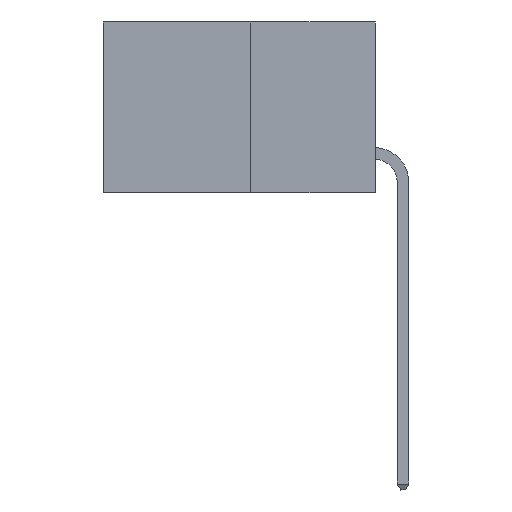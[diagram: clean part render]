
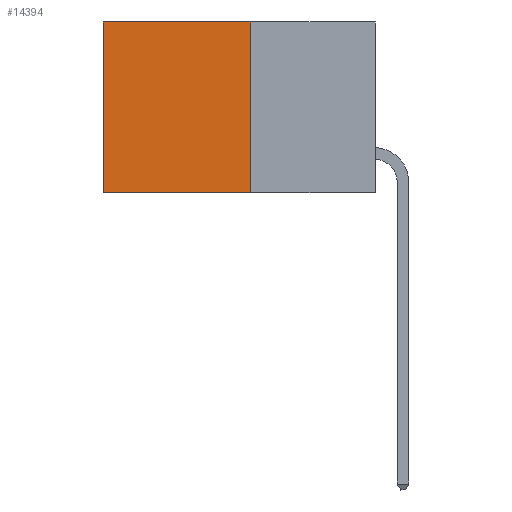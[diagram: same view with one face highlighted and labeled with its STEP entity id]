
A CAD part, left-side view. The second image highlights one B-rep face of the part: STEP entity #14394.
In plain terms, the highlighted planar face has unit normal (-1, 0, 0).
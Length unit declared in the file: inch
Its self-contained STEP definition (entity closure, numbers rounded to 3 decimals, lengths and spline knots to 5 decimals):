
#149 = DIRECTION ( 'NONE',  ( 0., 1., 0. ) ) ;
#1296 = CARTESIAN_POINT ( 'NONE',  ( 0.277, 0.59, 0. ) ) ;
#2281 = ORIENTED_EDGE ( 'NONE', *, *, #8446, .T. ) ;
#4174 = DIRECTION ( 'NONE',  ( 0., 0., -1. ) ) ;
#4547 = ORIENTED_EDGE ( 'NONE', *, *, #10468, .T. ) ;
#4730 = VERTEX_POINT ( 'NONE', #16033 ) ;
#4790 = EDGE_LOOP ( 'NONE', ( #4547, #8026, #15967, #2281 ) ) ;
#5354 = CARTESIAN_POINT ( 'NONE',  ( 0.277, 0.59, -0.37 ) ) ;
#6370 = CARTESIAN_POINT ( 'NONE',  ( 0.277, 0.59, -0.37 ) ) ;
#6612 = EDGE_CURVE ( 'NONE', #4730, #8802, #12390, .T. ) ;
#8026 = ORIENTED_EDGE ( 'NONE', *, *, #6612, .F. ) ;
#8446 = EDGE_CURVE ( 'NONE', #12015, #19343, #13709, .T. ) ;
#8802 = VERTEX_POINT ( 'NONE', #5354 ) ;
#9028 = CARTESIAN_POINT ( 'NONE',  ( 0.277, 0.27, -0.37 ) ) ;
#9483 = EDGE_CURVE ( 'NONE', #12015, #4730, #11278, .T. ) ;
#10210 = DIRECTION ( 'NONE',  ( 0., 0., -1. ) ) ;
#10468 = EDGE_CURVE ( 'NONE', #19343, #8802, #12777, .T. ) ;
#11278 = LINE ( 'NONE', #17893, #18905 ) ;
#12015 = VERTEX_POINT ( 'NONE', #18055 ) ;
#12299 = PLANE ( 'NONE',  #16859 ) ;
#12390 = LINE ( 'NONE', #19172, #19511 ) ;
#12777 = LINE ( 'NONE', #6370, #16306 ) ;
#13709 = LINE ( 'NONE', #14112, #16791 ) ;
#13807 = DIRECTION ( 'NONE',  ( 1., 0., 0. ) ) ;
#14112 = CARTESIAN_POINT ( 'NONE',  ( 0.277, 0.27, 0. ) ) ;
#14394 = ADVANCED_FACE ( 'NONE', ( #18093 ), #12299, .F. ) ;
#15636 = DIRECTION ( 'NONE',  ( 0., 1., 0. ) ) ;
#15967 = ORIENTED_EDGE ( 'NONE', *, *, #9483, .F. ) ;
#16033 = CARTESIAN_POINT ( 'NONE',  ( 0.277, 0.27, -0.37 ) ) ;
#16306 = VECTOR ( 'NONE', #18907, 39.37008 ) ;
#16791 = VECTOR ( 'NONE', #15636, 39.37008 ) ;
#16859 = AXIS2_PLACEMENT_3D ( 'NONE', #9028, #13807, #4174 ) ;
#17893 = CARTESIAN_POINT ( 'NONE',  ( 0.277, 0.27, -0.37 ) ) ;
#18055 = CARTESIAN_POINT ( 'NONE',  ( 0.277, 0.27, 0. ) ) ;
#18093 = FACE_OUTER_BOUND ( 'NONE', #4790, .T. ) ;
#18905 = VECTOR ( 'NONE', #10210, 39.37008 ) ;
#18907 = DIRECTION ( 'NONE',  ( 0., 0., -1. ) ) ;
#19172 = CARTESIAN_POINT ( 'NONE',  ( 0.277, 0.27, -0.37 ) ) ;
#19343 = VERTEX_POINT ( 'NONE', #1296 ) ;
#19511 = VECTOR ( 'NONE', #149, 39.37008 ) ;
